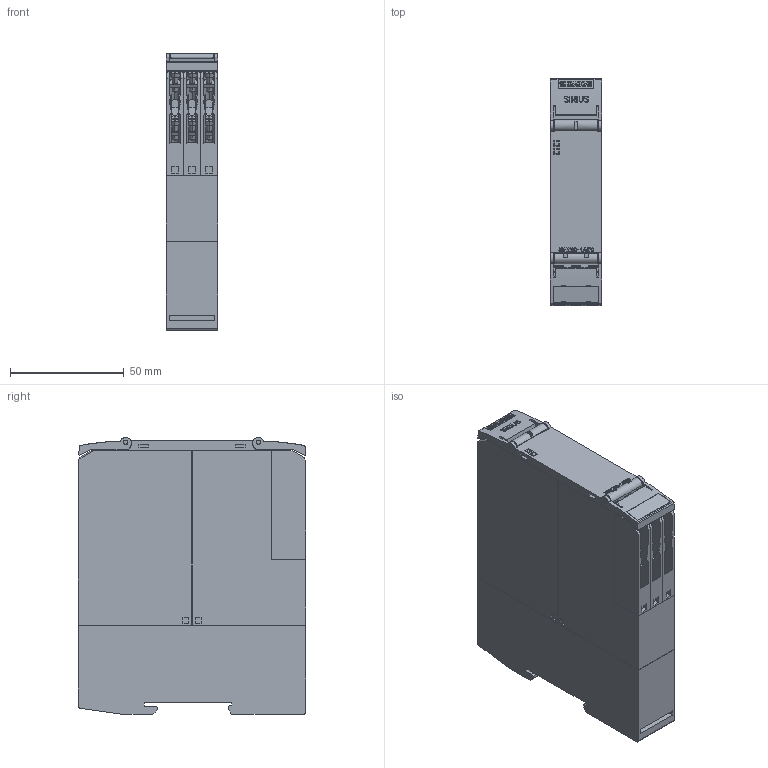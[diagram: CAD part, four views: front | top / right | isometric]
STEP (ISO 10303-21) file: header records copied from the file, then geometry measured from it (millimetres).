
FILE_DESCRIPTION(('STEP AP214'),'1');
FILE_NAME('cctmp_FA7AE52F-F393-431F-BD1A-AEB55F6D6868_2023_07_21_14_28_55_0914..stp','2023-07-21T12:28:58',('SIEMENS A&D'),('CADClick - www.CADClick.com'),'Spatial InterOp 3D postprocessed',' ','unknown authorization');
FILE_SCHEMA(('AUTOMOTIVE_DESIGN'));
Length unit declared in the file: millimetre
Products named in the file (1): 2023_07_21_14_28_55_0870
Bounding box: 22.5 x 100 x 121.7 mm (x, y, z)
Volume: 256482.2 mm3; surface area: 51959.6 mm2
Topology: 1 solids, 4 shells, 1373 faces, 3879 edges, 2576 vertices
Faces by surface type: plane 1050, cylinder 307, torus 16
Entity records: 74799 total; most frequent: CARTESIAN_POINT 8447, STYLED_ITEM 7821, PRESENTATION_STYLE_ASSIGNMENT 7821, ORIENTED_EDGE 7742, DIRECTION 7404, EDGE_CURVE 3871, CURVE_STYLE 3871, DRAUGHTING_PRE_DEFINED_CURVE_FONT 3871
